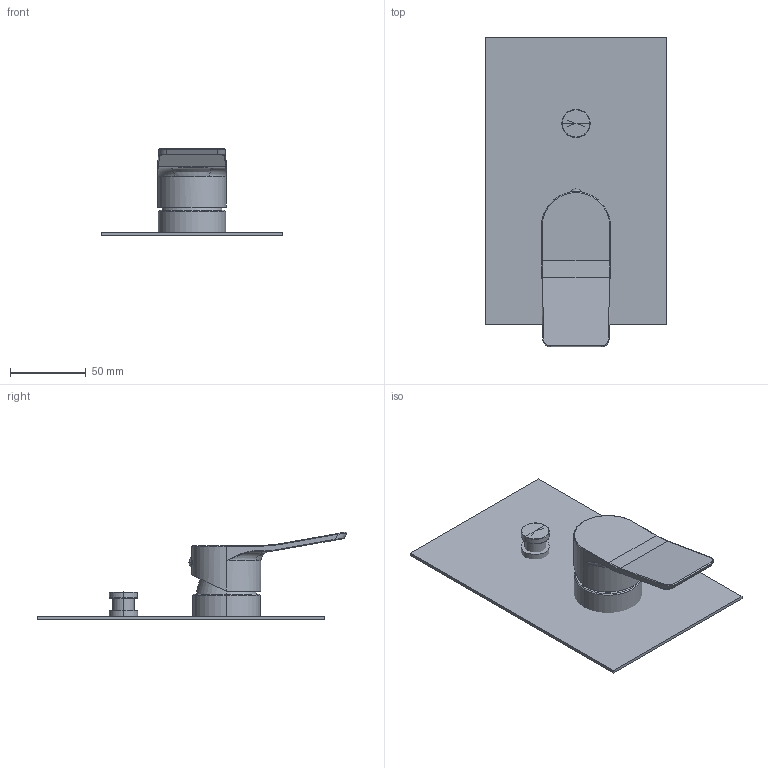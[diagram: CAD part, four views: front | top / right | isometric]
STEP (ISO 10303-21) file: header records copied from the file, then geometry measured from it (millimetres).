
FILE_DESCRIPTION((''),'2;1');
FILE_NAME('TI015CR-M','2021-11-08T17:20:26',('ut3'),('PAFFONI SpA'),'CREO PARAMETRIC BY PTC INC, 2020044','CREO PARAMETRIC BY PTC INC, 2020044','');
FILE_SCHEMA(('CONFIG_CONTROL_DESIGN','SHAPE_APPEARANCE_LAYERS_GROUPS'));
Length unit declared in the file: millimetre
Products named in the file (1): TI015CR-M
Bounding box: 120 x 204.58 x 58.05 mm (x, y, z)
Surface area: 69124.7 mm2 (no closed solid volume)
Topology: 0 solids, 8 shells, 75 faces, 167 edges, 98 vertices
Faces by surface type: cylinder 26, plane 21, bspline 13, torus 7, cone 6, sphere 2
Entity records: 3388 total; most frequent: CARTESIAN_POINT 1233, DIRECTION 335, ORIENTED_EDGE 312, EDGE_CURVE 163, AXIS2_PLACEMENT_3D 136, VERTEX_POINT 98, EDGE_LOOP 75, FACE_OUTER_BOUND 75
